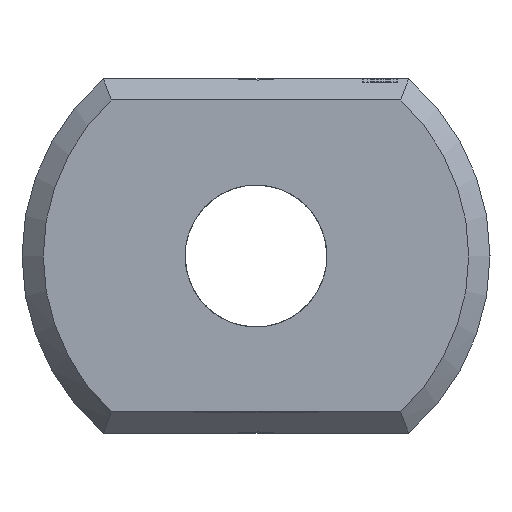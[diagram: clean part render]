
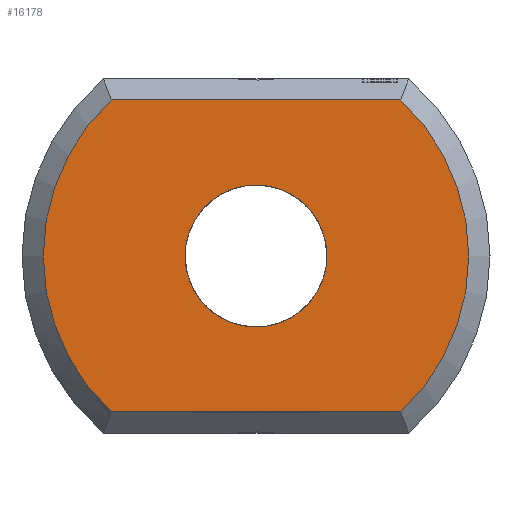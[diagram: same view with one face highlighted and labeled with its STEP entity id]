
A CAD part, left-side view. The second image highlights one B-rep face of the part: STEP entity #16178.
In plain terms, the highlighted planar face has unit normal (-1, 0, 0).
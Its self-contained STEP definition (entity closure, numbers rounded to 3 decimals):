
#3988 = VERTEX_POINT('',#3989);
#3989 = CARTESIAN_POINT('',(0.,-2.04,2.2));
#3998 = VERTEX_POINT('',#3999);
#3999 = CARTESIAN_POINT('',(0.,-2.04,-2.2));
#4006 = EDGE_CURVE('',#3988,#3998,#4007,.T.);
#4007 = CIRCLE('',#4008,3.);
#4008 = AXIS2_PLACEMENT_3D('',#4009,#4010,#4011);
#4009 = CARTESIAN_POINT('',(0.,0.,0.));
#4010 = DIRECTION('',(1.,0.,0.));
#4011 = DIRECTION('',(0.,-0.653,0.758)
  );
#5086 = VERTEX_POINT('',#5087);
#5087 = CARTESIAN_POINT('',(0.,2.04,2.2));
#5094 = EDGE_CURVE('',#3988,#5086,#5095,.T.);
#5095 = LINE('',#5096,#5097);
#5096 = CARTESIAN_POINT('',(0.,-2.154,2.2));
#5097 = VECTOR('',#5098,1.);
#5098 = DIRECTION('',(0.,1.,0.));
#16178 = ADVANCED_FACE('',(#16179,#16198),#16209,.F.);
#16179 = FACE_BOUND('',#16180,.F.);
#16180 = EDGE_LOOP('',(#16181,#16190,#16191,#16192));
#16181 = ORIENTED_EDGE('',*,*,#16182,.T.);
#16182 = EDGE_CURVE('',#16183,#5086,#16185,.T.);
#16183 = VERTEX_POINT('',#16184);
#16184 = CARTESIAN_POINT('',(0.,2.04,-2.2));
#16185 = CIRCLE('',#16186,3.);
#16186 = AXIS2_PLACEMENT_3D('',#16187,#16188,#16189);
#16187 = CARTESIAN_POINT('',(0.,0.,0.));
#16188 = DIRECTION('',(1.,0.,0.));
#16189 = DIRECTION('',(0.,0.653,-0.758)
  );
#16190 = ORIENTED_EDGE('',*,*,#5094,.F.);
#16191 = ORIENTED_EDGE('',*,*,#4006,.T.);
#16192 = ORIENTED_EDGE('',*,*,#16193,.T.);
#16193 = EDGE_CURVE('',#3998,#16183,#16194,.T.);
#16194 = LINE('',#16195,#16196);
#16195 = CARTESIAN_POINT('',(0.,-2.154,-2.2));
#16196 = VECTOR('',#16197,1.);
#16197 = DIRECTION('',(0.,1.,0.));
#16198 = FACE_BOUND('',#16199,.T.);
#16199 = EDGE_LOOP('',(#16200));
#16200 = ORIENTED_EDGE('',*,*,#16201,.T.);
#16201 = EDGE_CURVE('',#16202,#16202,#16204,.T.);
#16202 = VERTEX_POINT('',#16203);
#16203 = CARTESIAN_POINT('',(0.,1.,0.)
  );
#16204 = CIRCLE('',#16205,1.);
#16205 = AXIS2_PLACEMENT_3D('',#16206,#16207,#16208);
#16206 = CARTESIAN_POINT('',(0.,0.,0.));
#16207 = DIRECTION('',(1.,0.,0.));
#16208 = DIRECTION('',(0.,1.,0.));
#16209 = PLANE('',#16210);
#16210 = AXIS2_PLACEMENT_3D('',#16211,#16212,#16213);
#16211 = CARTESIAN_POINT('',(0.,0.,0.));
#16212 = DIRECTION('',(1.,0.,0.));
#16213 = DIRECTION('',(0.,0.,1.));
